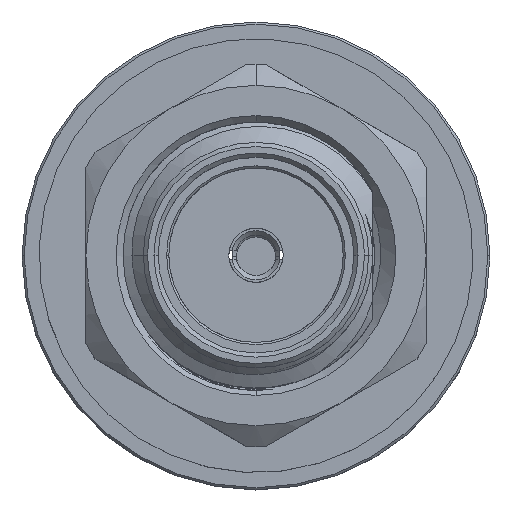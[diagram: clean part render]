
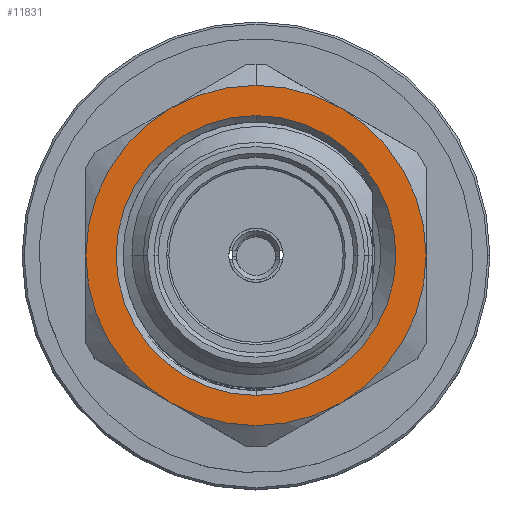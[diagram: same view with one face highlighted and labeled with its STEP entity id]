
A CAD part, top view. The second image highlights one B-rep face of the part: STEP entity #11831.
In plain terms, the highlighted planar face has unit normal (0, 0, 1).
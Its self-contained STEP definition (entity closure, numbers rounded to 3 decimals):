
#29 = CARTESIAN_POINT ( 'NONE',  ( 0., 0., 13.2 ) ) ;
#551 = DIRECTION ( 'NONE',  ( 0., 0., -1. ) ) ;
#1135 = CIRCLE ( 'NONE', #12469, 4. ) ;
#2869 = CARTESIAN_POINT ( 'NONE',  ( 0., 0., 13.2 ) ) ;
#2927 = CIRCLE ( 'NONE', #17582, 4. ) ;
#3290 = EDGE_CURVE ( 'NONE', #24240, #14442, #24620, .T. ) ;
#3447 = CARTESIAN_POINT ( 'NONE',  ( 0., 0., 13.2 ) ) ;
#3681 = DIRECTION ( 'NONE',  ( 0., -1., 0. ) ) ;
#4415 = DIRECTION ( 'NONE',  ( 0., 1., 0. ) ) ;
#4455 = CARTESIAN_POINT ( 'NONE',  ( 0., 0., 13.2 ) ) ;
#5020 = DIRECTION ( 'NONE',  ( 0., 0., -1. ) ) ;
#5167 = VERTEX_POINT ( 'NONE', #13163 ) ;
#5447 = AXIS2_PLACEMENT_3D ( 'NONE', #14145, #20286, #4415 ) ;
#5721 = EDGE_CURVE ( 'NONE', #23686, #14008, #23887, .T. ) ;
#5752 = ORIENTED_EDGE ( 'NONE', *, *, #6383, .F. ) ;
#6383 = EDGE_CURVE ( 'NONE', #14442, #8048, #2927, .T. ) ;
#8048 = VERTEX_POINT ( 'NONE', #15465 ) ;
#8314 = CARTESIAN_POINT ( 'NONE',  ( -4., 0., 13.2 ) ) ;
#8561 = EDGE_LOOP ( 'NONE', ( #13344, #17676, #24330, #23657, #5752, #25211, #8688 ) ) ;
#8585 = DIRECTION ( 'NONE',  ( 0., -1., 0. ) ) ;
#8688 = ORIENTED_EDGE ( 'NONE', *, *, #20429, .F. ) ;
#8985 = DIRECTION ( 'NONE',  ( 0., 0., -1. ) ) ;
#9272 = AXIS2_PLACEMENT_3D ( 'NONE', #10371, #20579, #24278 ) ;
#9275 = EDGE_LOOP ( 'NONE', ( #20479, #18069 ) ) ;
#10028 = EDGE_CURVE ( 'NONE', #13819, #15147, #18063, .T. ) ;
#10371 = CARTESIAN_POINT ( 'NONE',  ( 0., 0., 13.2 ) ) ;
#10839 = CARTESIAN_POINT ( 'NONE',  ( 0., 3.29, 13.2 ) ) ;
#11018 = CARTESIAN_POINT ( 'NONE',  ( 0., 0., 13.2 ) ) ;
#11131 = DIRECTION ( 'NONE',  ( 0., 0., -1. ) ) ;
#11831 = ADVANCED_FACE ( 'NONE', ( #20070, #17699 ), #17833, .T. ) ;
#12469 = AXIS2_PLACEMENT_3D ( 'NONE', #3447, #5020, #13026 ) ;
#12874 = AXIS2_PLACEMENT_3D ( 'NONE', #11018, #13245, #19007 ) ;
#13026 = DIRECTION ( 'NONE',  ( 0., 1., 0. ) ) ;
#13038 = CARTESIAN_POINT ( 'NONE',  ( 0., 0., 13.2 ) ) ;
#13163 = CARTESIAN_POINT ( 'NONE',  ( 2., -3.464, 13.2 ) ) ;
#13231 = DIRECTION ( 'NONE',  ( 0., 1., 0. ) ) ;
#13245 = DIRECTION ( 'NONE',  ( 0., 0., -1. ) ) ;
#13344 = ORIENTED_EDGE ( 'NONE', *, *, #5721, .F. ) ;
#13486 = CARTESIAN_POINT ( 'NONE',  ( 0., 4., 13.2 ) ) ;
#13819 = VERTEX_POINT ( 'NONE', #16432 ) ;
#14008 = VERTEX_POINT ( 'NONE', #8314 ) ;
#14145 = CARTESIAN_POINT ( 'NONE',  ( 0., 0., 13.2 ) ) ;
#14177 = AXIS2_PLACEMENT_3D ( 'NONE', #21023, #551, #8585 ) ;
#14442 = VERTEX_POINT ( 'NONE', #13486 ) ;
#15147 = VERTEX_POINT ( 'NONE', #10839 ) ;
#15422 = CIRCLE ( 'NONE', #14177, 3.29 ) ;
#15433 = AXIS2_PLACEMENT_3D ( 'NONE', #29, #24054, #16559 ) ;
#15465 = CARTESIAN_POINT ( 'NONE',  ( 2., 3.464, 13.2 ) ) ;
#15862 = EDGE_CURVE ( 'NONE', #15147, #13819, #15422, .T. ) ;
#16432 = CARTESIAN_POINT ( 'NONE',  ( 0., -3.29, 13.2 ) ) ;
#16521 = DIRECTION ( 'NONE',  ( 0., 0., -1. ) ) ;
#16559 = DIRECTION ( 'NONE',  ( 0., 1., 0. ) ) ;
#17070 = AXIS2_PLACEMENT_3D ( 'NONE', #2869, #11131, #13231 ) ;
#17582 = AXIS2_PLACEMENT_3D ( 'NONE', #13038, #8985, #22745 ) ;
#17676 = ORIENTED_EDGE ( 'NONE', *, *, #22749, .F. ) ;
#17699 = FACE_OUTER_BOUND ( 'NONE', #8561, .T. ) ;
#17833 = PLANE ( 'NONE',  #20656 ) ;
#18063 = CIRCLE ( 'NONE', #9272, 3.29 ) ;
#18069 = ORIENTED_EDGE ( 'NONE', *, *, #15862, .T. ) ;
#18340 = AXIS2_PLACEMENT_3D ( 'NONE', #4455, #16521, #22168 ) ;
#18888 = EDGE_CURVE ( 'NONE', #8048, #23610, #1135, .T. ) ;
#19007 = DIRECTION ( 'NONE',  ( 0., 1., 0. ) ) ;
#20014 = CIRCLE ( 'NONE', #18340, 4. ) ;
#20031 = CIRCLE ( 'NONE', #15433, 4. ) ;
#20070 = FACE_BOUND ( 'NONE', #9275, .T. ) ;
#20286 = DIRECTION ( 'NONE',  ( 0., 0., -1. ) ) ;
#20429 = EDGE_CURVE ( 'NONE', #14008, #24240, #22091, .T. ) ;
#20479 = ORIENTED_EDGE ( 'NONE', *, *, #10028, .T. ) ;
#20579 = DIRECTION ( 'NONE',  ( 0., 0., -1. ) ) ;
#20656 = AXIS2_PLACEMENT_3D ( 'NONE', #23738, #23483, #3681 ) ;
#20877 = EDGE_CURVE ( 'NONE', #23610, #5167, #20014, .T. ) ;
#21023 = CARTESIAN_POINT ( 'NONE',  ( 0., 0., 13.2 ) ) ;
#21775 = CARTESIAN_POINT ( 'NONE',  ( 4., 0., 13.2 ) ) ;
#22091 = CIRCLE ( 'NONE', #17070, 4. ) ;
#22168 = DIRECTION ( 'NONE',  ( 0., 1., 0. ) ) ;
#22745 = DIRECTION ( 'NONE',  ( 0., 1., 0. ) ) ;
#22749 = EDGE_CURVE ( 'NONE', #5167, #23686, #20031, .T. ) ;
#23483 = DIRECTION ( 'NONE',  ( 0., 0., 1. ) ) ;
#23610 = VERTEX_POINT ( 'NONE', #21775 ) ;
#23657 = ORIENTED_EDGE ( 'NONE', *, *, #18888, .F. ) ;
#23686 = VERTEX_POINT ( 'NONE', #24138 ) ;
#23738 = CARTESIAN_POINT ( 'NONE',  ( 0., 0., 13.2 ) ) ;
#23887 = CIRCLE ( 'NONE', #5447, 4. ) ;
#24054 = DIRECTION ( 'NONE',  ( 0., 0., -1. ) ) ;
#24138 = CARTESIAN_POINT ( 'NONE',  ( -2., -3.464, 13.2 ) ) ;
#24240 = VERTEX_POINT ( 'NONE', #25305 ) ;
#24278 = DIRECTION ( 'NONE',  ( 0., -1., 0. ) ) ;
#24330 = ORIENTED_EDGE ( 'NONE', *, *, #20877, .F. ) ;
#24620 = CIRCLE ( 'NONE', #12874, 4. ) ;
#25211 = ORIENTED_EDGE ( 'NONE', *, *, #3290, .F. ) ;
#25305 = CARTESIAN_POINT ( 'NONE',  ( -2., 3.464, 13.2 ) ) ;
